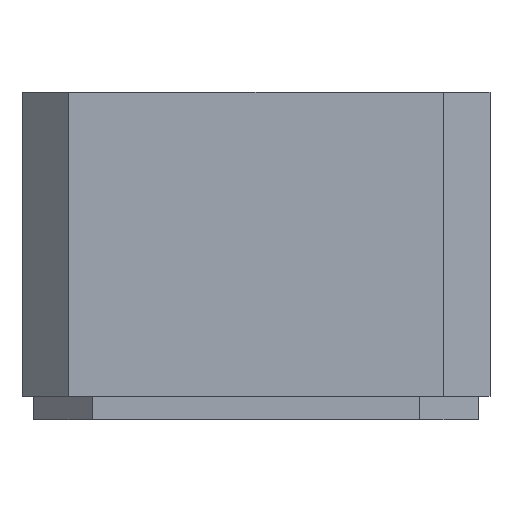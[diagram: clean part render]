
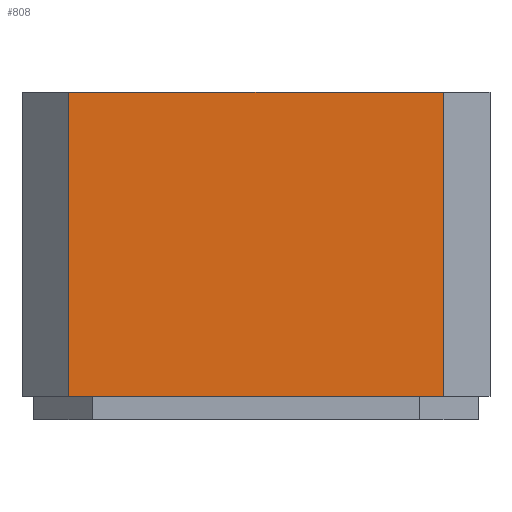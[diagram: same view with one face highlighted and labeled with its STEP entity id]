
A CAD part, front view. The second image highlights one B-rep face of the part: STEP entity #808.
In plain terms, the highlighted planar face has unit normal (0, -1, 0).
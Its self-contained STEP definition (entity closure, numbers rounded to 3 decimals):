
#72 = PLANE('',#73);
#73 = AXIS2_PLACEMENT_3D('',#74,#75,#76);
#74 = CARTESIAN_POINT('',(0.,0.,2.8));
#75 = DIRECTION('',(0.,0.,-1.));
#76 = DIRECTION('',(-1.,0.,0.));
#126 = PLANE('',#127);
#127 = AXIS2_PLACEMENT_3D('',#128,#129,#130);
#128 = CARTESIAN_POINT('',(0.,0.,0.2));
#129 = DIRECTION('',(0.,0.,-1.));
#130 = DIRECTION('',(-1.,0.,0.));
#319 = VERTEX_POINT('',#320);
#320 = CARTESIAN_POINT('',(1.6,-2.,0.2));
#334 = PLANE('',#335);
#335 = AXIS2_PLACEMENT_3D('',#336,#337,#338);
#336 = CARTESIAN_POINT('',(2.,-1.6,0.2));
#337 = DIRECTION('',(0.707,-0.707,0.));
#338 = DIRECTION('',(-0.707,-0.707,0.));
#346 = EDGE_CURVE('',#319,#347,#349,.T.);
#347 = VERTEX_POINT('',#348);
#348 = CARTESIAN_POINT('',(-1.6,-2.,0.2));
#349 = SURFACE_CURVE('',#350,(#354,#361),.PCURVE_S1.);
#350 = LINE('',#351,#352);
#351 = CARTESIAN_POINT('',(1.6,-2.,0.2));
#352 = VECTOR('',#353,1.);
#353 = DIRECTION('',(-1.,0.,0.));
#354 = PCURVE('',#126,#355);
#355 = DEFINITIONAL_REPRESENTATION('',(#356),#360);
#356 = LINE('',#357,#358);
#357 = CARTESIAN_POINT('',(-1.6,-2.));
#358 = VECTOR('',#359,1.);
#359 = DIRECTION('',(1.,0.));
#360 = ( GEOMETRIC_REPRESENTATION_CONTEXT(2) 
PARAMETRIC_REPRESENTATION_CONTEXT() REPRESENTATION_CONTEXT('2D SPACE',''
  ) );
#361 = PCURVE('',#362,#367);
#362 = PLANE('',#363);
#363 = AXIS2_PLACEMENT_3D('',#364,#365,#366);
#364 = CARTESIAN_POINT('',(1.6,-2.,0.2));
#365 = DIRECTION('',(0.,-1.,0.));
#366 = DIRECTION('',(-1.,0.,0.));
#367 = DEFINITIONAL_REPRESENTATION('',(#368),#372);
#368 = LINE('',#369,#370);
#369 = CARTESIAN_POINT('',(0.,0.));
#370 = VECTOR('',#371,1.);
#371 = DIRECTION('',(1.,0.));
#372 = ( GEOMETRIC_REPRESENTATION_CONTEXT(2) 
PARAMETRIC_REPRESENTATION_CONTEXT() REPRESENTATION_CONTEXT('2D SPACE',''
  ) );
#390 = PLANE('',#391);
#391 = AXIS2_PLACEMENT_3D('',#392,#393,#394);
#392 = CARTESIAN_POINT('',(-1.6,-2.,0.2));
#393 = DIRECTION('',(-0.707,-0.707,0.));
#394 = DIRECTION('',(-0.707,0.707,0.));
#453 = VERTEX_POINT('',#454);
#454 = CARTESIAN_POINT('',(1.6,-2.,2.8));
#475 = EDGE_CURVE('',#453,#476,#478,.T.);
#476 = VERTEX_POINT('',#477);
#477 = CARTESIAN_POINT('',(-1.6,-2.,2.8));
#478 = SURFACE_CURVE('',#479,(#483,#490),.PCURVE_S1.);
#479 = LINE('',#480,#481);
#480 = CARTESIAN_POINT('',(1.6,-2.,2.8));
#481 = VECTOR('',#482,1.);
#482 = DIRECTION('',(-1.,0.,0.));
#483 = PCURVE('',#72,#484);
#484 = DEFINITIONAL_REPRESENTATION('',(#485),#489);
#485 = LINE('',#486,#487);
#486 = CARTESIAN_POINT('',(-1.6,-2.));
#487 = VECTOR('',#488,1.);
#488 = DIRECTION('',(1.,0.));
#489 = ( GEOMETRIC_REPRESENTATION_CONTEXT(2) 
PARAMETRIC_REPRESENTATION_CONTEXT() REPRESENTATION_CONTEXT('2D SPACE',''
  ) );
#490 = PCURVE('',#362,#491);
#491 = DEFINITIONAL_REPRESENTATION('',(#492),#496);
#492 = LINE('',#493,#494);
#493 = CARTESIAN_POINT('',(0.,-2.6));
#494 = VECTOR('',#495,1.);
#495 = DIRECTION('',(1.,0.));
#496 = ( GEOMETRIC_REPRESENTATION_CONTEXT(2) 
PARAMETRIC_REPRESENTATION_CONTEXT() REPRESENTATION_CONTEXT('2D SPACE',''
  ) );
#787 = EDGE_CURVE('',#319,#453,#788,.T.);
#788 = SURFACE_CURVE('',#789,(#793,#800),.PCURVE_S1.);
#789 = LINE('',#790,#791);
#790 = CARTESIAN_POINT('',(1.6,-2.,0.2));
#791 = VECTOR('',#792,1.);
#792 = DIRECTION('',(0.,0.,1.));
#793 = PCURVE('',#334,#794);
#794 = DEFINITIONAL_REPRESENTATION('',(#795),#799);
#795 = LINE('',#796,#797);
#796 = CARTESIAN_POINT('',(0.566,0.));
#797 = VECTOR('',#798,1.);
#798 = DIRECTION('',(0.,-1.));
#799 = ( GEOMETRIC_REPRESENTATION_CONTEXT(2) 
PARAMETRIC_REPRESENTATION_CONTEXT() REPRESENTATION_CONTEXT('2D SPACE',''
  ) );
#800 = PCURVE('',#362,#801);
#801 = DEFINITIONAL_REPRESENTATION('',(#802),#806);
#802 = LINE('',#803,#804);
#803 = CARTESIAN_POINT('',(0.,0.));
#804 = VECTOR('',#805,1.);
#805 = DIRECTION('',(0.,-1.));
#806 = ( GEOMETRIC_REPRESENTATION_CONTEXT(2) 
PARAMETRIC_REPRESENTATION_CONTEXT() REPRESENTATION_CONTEXT('2D SPACE',''
  ) );
#808 = ADVANCED_FACE('',(#809),#362,.T.);
#809 = FACE_BOUND('',#810,.T.);
#810 = EDGE_LOOP('',(#811,#812,#813,#834));
#811 = ORIENTED_EDGE('',*,*,#787,.T.);
#812 = ORIENTED_EDGE('',*,*,#475,.T.);
#813 = ORIENTED_EDGE('',*,*,#814,.F.);
#814 = EDGE_CURVE('',#347,#476,#815,.T.);
#815 = SURFACE_CURVE('',#816,(#820,#827),.PCURVE_S1.);
#816 = LINE('',#817,#818);
#817 = CARTESIAN_POINT('',(-1.6,-2.,0.2));
#818 = VECTOR('',#819,1.);
#819 = DIRECTION('',(0.,0.,1.));
#820 = PCURVE('',#362,#821);
#821 = DEFINITIONAL_REPRESENTATION('',(#822),#826);
#822 = LINE('',#823,#824);
#823 = CARTESIAN_POINT('',(3.2,0.));
#824 = VECTOR('',#825,1.);
#825 = DIRECTION('',(0.,-1.));
#826 = ( GEOMETRIC_REPRESENTATION_CONTEXT(2) 
PARAMETRIC_REPRESENTATION_CONTEXT() REPRESENTATION_CONTEXT('2D SPACE',''
  ) );
#827 = PCURVE('',#390,#828);
#828 = DEFINITIONAL_REPRESENTATION('',(#829),#833);
#829 = LINE('',#830,#831);
#830 = CARTESIAN_POINT('',(0.,0.));
#831 = VECTOR('',#832,1.);
#832 = DIRECTION('',(0.,-1.));
#833 = ( GEOMETRIC_REPRESENTATION_CONTEXT(2) 
PARAMETRIC_REPRESENTATION_CONTEXT() REPRESENTATION_CONTEXT('2D SPACE',''
  ) );
#834 = ORIENTED_EDGE('',*,*,#346,.F.);
